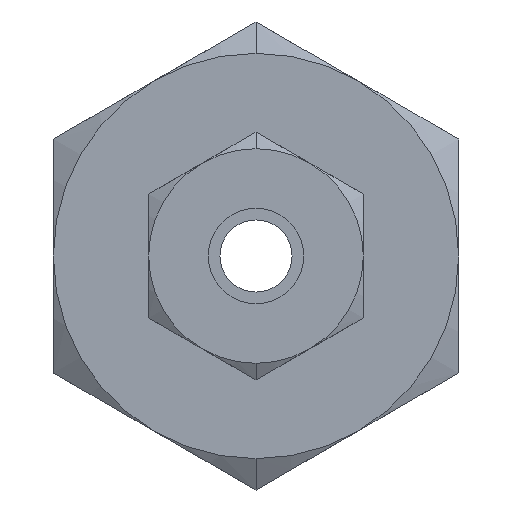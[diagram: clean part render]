
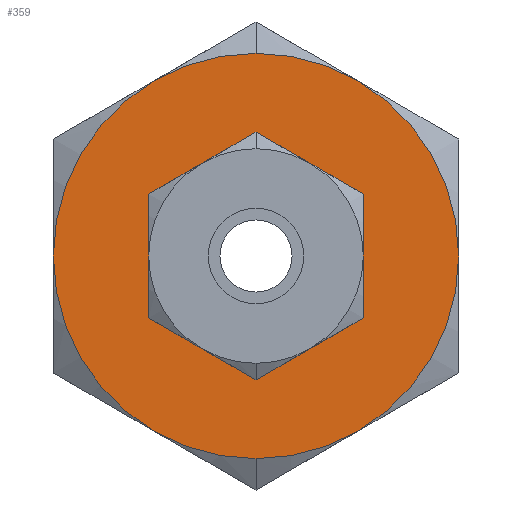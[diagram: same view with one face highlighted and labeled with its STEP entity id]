
A CAD part, left-side view. The second image highlights one B-rep face of the part: STEP entity #359.
In plain terms, the highlighted planar face has unit normal (-1, 0, 0).
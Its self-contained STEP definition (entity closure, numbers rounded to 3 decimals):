
#193 = DIRECTION ( 'NONE',  ( -1., 0., 0. ) ) ;
#274 = EDGE_CURVE ( 'NONE', #9098, #1239, #9030, .T. ) ;
#293 = DIRECTION ( 'NONE',  ( -1., 0., 0. ) ) ;
#313 = EDGE_CURVE ( 'NONE', #5430, #8772, #8107, .T. ) ;
#344 = DIRECTION ( 'NONE',  ( 0., 1., 0. ) ) ;
#359 = ADVANCED_FACE ( 'NONE', ( #2581, #8599 ), #7130, .F. ) ;
#555 = CARTESIAN_POINT ( 'NONE',  ( 17.8, 13.5, 0. ) ) ;
#612 = CARTESIAN_POINT ( 'NONE',  ( 17.8, 0., 0. ) ) ;
#828 = AXIS2_PLACEMENT_3D ( 'NONE', #9388, #1176, #7050 ) ;
#1064 = CARTESIAN_POINT ( 'NONE',  ( 17.8, 0., 0. ) ) ;
#1115 = VERTEX_POINT ( 'NONE', #4621 ) ;
#1146 = CIRCLE ( 'NONE', #828, 13.5 ) ;
#1172 = DIRECTION ( 'NONE',  ( 0., -1., 0. ) ) ;
#1176 = DIRECTION ( 'NONE',  ( -1., 0., 0. ) ) ;
#1218 = CARTESIAN_POINT ( 'NONE',  ( 17.8, 0., 0. ) ) ;
#1239 = VERTEX_POINT ( 'NONE', #555 ) ;
#1250 = AXIS2_PLACEMENT_3D ( 'NONE', #1704, #293, #4690 ) ;
#1382 = AXIS2_PLACEMENT_3D ( 'NONE', #6157, #193, #2334 ) ;
#1478 = AXIS2_PLACEMENT_3D ( 'NONE', #612, #3600, #2952 ) ;
#1600 = DIRECTION ( 'NONE',  ( -1., 0., 0. ) ) ;
#1652 = CARTESIAN_POINT ( 'NONE',  ( 17.8, 0., 0. ) ) ;
#1704 = CARTESIAN_POINT ( 'NONE',  ( 17.8, 0., 0. ) ) ;
#1802 = DIRECTION ( 'NONE',  ( 1., 0., 0. ) ) ;
#1909 = DIRECTION ( 'NONE',  ( 1., 0., 0. ) ) ;
#1973 = CARTESIAN_POINT ( 'NONE',  ( 17.8, 6.75, 11.691 ) ) ;
#2237 = CIRCLE ( 'NONE', #7712, 4.477 ) ;
#2334 = DIRECTION ( 'NONE',  ( 0., 0.5, 0.866 ) ) ;
#2452 = EDGE_CURVE ( 'NONE', #3724, #7512, #8031, .T. ) ;
#2581 = FACE_BOUND ( 'NONE', #4373, .T. ) ;
#2593 = ORIENTED_EDGE ( 'NONE', *, *, #5853, .T. ) ;
#2788 = DIRECTION ( 'NONE',  ( 0., 0.5, -0.866 ) ) ;
#2952 = DIRECTION ( 'NONE',  ( 0., 1., 0. ) ) ;
#2998 = ORIENTED_EDGE ( 'NONE', *, *, #6153, .T. ) ;
#3272 = ORIENTED_EDGE ( 'NONE', *, *, #8856, .T. ) ;
#3405 = CARTESIAN_POINT ( 'NONE',  ( 17.8, 0., 4.477 ) ) ;
#3440 = EDGE_LOOP ( 'NONE', ( #7398, #2998, #9349, #3272, #5522, #6029, #2593, #7046 ) ) ;
#3600 = DIRECTION ( 'NONE',  ( -1., 0., 0. ) ) ;
#3672 = CIRCLE ( 'NONE', #1478, 13.5 ) ;
#3724 = VERTEX_POINT ( 'NONE', #9464 ) ;
#3886 = AXIS2_PLACEMENT_3D ( 'NONE', #8452, #4002, #6353 ) ;
#3894 = DIRECTION ( 'NONE',  ( -1., 0., 0. ) ) ;
#4002 = DIRECTION ( 'NONE',  ( 1., 0., 0. ) ) ;
#4046 = AXIS2_PLACEMENT_3D ( 'NONE', #1064, #1802, #344 ) ;
#4227 = CARTESIAN_POINT ( 'NONE',  ( 17.8, 0., 13.5 ) ) ;
#4229 = CARTESIAN_POINT ( 'NONE',  ( 17.8, 0., -4.477 ) ) ;
#4373 = EDGE_LOOP ( 'NONE', ( #6624, #7752 ) ) ;
#4621 = CARTESIAN_POINT ( 'NONE',  ( 17.8, 0., -13.5 ) ) ;
#4690 = DIRECTION ( 'NONE',  ( 0., 0., -1. ) ) ;
#4895 = CIRCLE ( 'NONE', #6919, 13.5 ) ;
#4928 = AXIS2_PLACEMENT_3D ( 'NONE', #5037, #4985, #2788 ) ;
#4985 = DIRECTION ( 'NONE',  ( -1., 0., 0. ) ) ;
#5030 = CARTESIAN_POINT ( 'NONE',  ( 17.8, -6.75, -11.691 ) ) ;
#5037 = CARTESIAN_POINT ( 'NONE',  ( 17.8, 0., 0. ) ) ;
#5430 = VERTEX_POINT ( 'NONE', #4229 ) ;
#5522 = ORIENTED_EDGE ( 'NONE', *, *, #8214, .T. ) ;
#5602 = VERTEX_POINT ( 'NONE', #7936 ) ;
#5720 = CARTESIAN_POINT ( 'NONE',  ( 17.8, 0., 0. ) ) ;
#5853 = EDGE_CURVE ( 'NONE', #9393, #3724, #1146, .T. ) ;
#5863 = CIRCLE ( 'NONE', #8666, 13.5 ) ;
#6029 = ORIENTED_EDGE ( 'NONE', *, *, #9365, .T. ) ;
#6153 = EDGE_CURVE ( 'NONE', #9149, #9098, #4895, .T. ) ;
#6157 = CARTESIAN_POINT ( 'NONE',  ( 17.8, 0., 0. ) ) ;
#6353 = DIRECTION ( 'NONE',  ( 0., 0., -1. ) ) ;
#6499 = DIRECTION ( 'NONE',  ( 0., 0., 1. ) ) ;
#6539 = CARTESIAN_POINT ( 'NONE',  ( 17.8, -6.75, 11.691 ) ) ;
#6624 = ORIENTED_EDGE ( 'NONE', *, *, #7161, .T. ) ;
#6874 = DIRECTION ( 'NONE',  ( 0., -0.5, 0.866 ) ) ;
#6890 = DIRECTION ( 'NONE',  ( 0., 0., 1. ) ) ;
#6919 = AXIS2_PLACEMENT_3D ( 'NONE', #1652, #1600, #6890 ) ;
#6977 = CARTESIAN_POINT ( 'NONE',  ( 17.8, 0., 0. ) ) ;
#7046 = ORIENTED_EDGE ( 'NONE', *, *, #2452, .T. ) ;
#7050 = DIRECTION ( 'NONE',  ( 0., -0.5, -0.866 ) ) ;
#7130 = PLANE ( 'NONE',  #4046 ) ;
#7161 = EDGE_CURVE ( 'NONE', #8772, #5430, #2237, .T. ) ;
#7398 = ORIENTED_EDGE ( 'NONE', *, *, #8673, .T. ) ;
#7512 = VERTEX_POINT ( 'NONE', #6539 ) ;
#7712 = AXIS2_PLACEMENT_3D ( 'NONE', #5720, #1909, #6499 ) ;
#7752 = ORIENTED_EDGE ( 'NONE', *, *, #313, .T. ) ;
#7936 = CARTESIAN_POINT ( 'NONE',  ( 17.8, 6.75, -11.691 ) ) ;
#8031 = CIRCLE ( 'NONE', #8498, 13.5 ) ;
#8107 = CIRCLE ( 'NONE', #3886, 4.477 ) ;
#8214 = EDGE_CURVE ( 'NONE', #5602, #1115, #8833, .T. ) ;
#8452 = CARTESIAN_POINT ( 'NONE',  ( 17.8, 0., 0. ) ) ;
#8498 = AXIS2_PLACEMENT_3D ( 'NONE', #1218, #8753, #1172 ) ;
#8599 = FACE_OUTER_BOUND ( 'NONE', #3440, .T. ) ;
#8666 = AXIS2_PLACEMENT_3D ( 'NONE', #6977, #3894, #6874 ) ;
#8673 = EDGE_CURVE ( 'NONE', #7512, #9149, #5863, .T. ) ;
#8753 = DIRECTION ( 'NONE',  ( -1., 0., 0. ) ) ;
#8772 = VERTEX_POINT ( 'NONE', #3405 ) ;
#8833 = CIRCLE ( 'NONE', #4928, 13.5 ) ;
#8856 = EDGE_CURVE ( 'NONE', #1239, #5602, #3672, .T. ) ;
#9030 = CIRCLE ( 'NONE', #1382, 13.5 ) ;
#9098 = VERTEX_POINT ( 'NONE', #1973 ) ;
#9149 = VERTEX_POINT ( 'NONE', #4227 ) ;
#9215 = CIRCLE ( 'NONE', #1250, 13.5 ) ;
#9349 = ORIENTED_EDGE ( 'NONE', *, *, #274, .T. ) ;
#9365 = EDGE_CURVE ( 'NONE', #1115, #9393, #9215, .T. ) ;
#9388 = CARTESIAN_POINT ( 'NONE',  ( 17.8, 0., 0. ) ) ;
#9393 = VERTEX_POINT ( 'NONE', #5030 ) ;
#9464 = CARTESIAN_POINT ( 'NONE',  ( 17.8, -13.5, 0. ) ) ;
